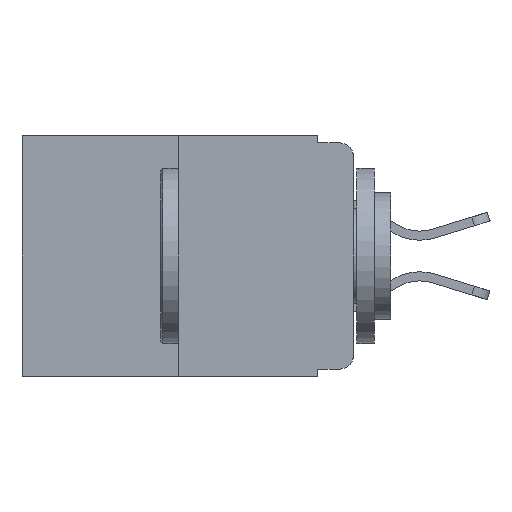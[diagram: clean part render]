
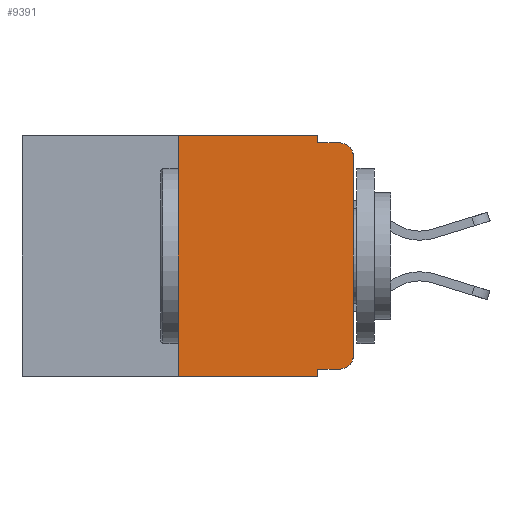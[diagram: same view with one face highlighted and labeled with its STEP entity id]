
A CAD part, left-side view. The second image highlights one B-rep face of the part: STEP entity #9391.
In plain terms, the highlighted planar face has unit normal (-1, 0, 0).
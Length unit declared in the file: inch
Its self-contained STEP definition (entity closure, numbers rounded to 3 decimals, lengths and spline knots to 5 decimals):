
#180 = VERTEX_POINT ( 'NONE', #991 ) ;
#216 = EDGE_CURVE ( 'NONE', #8216, #9738, #497, .T. ) ;
#331 = LINE ( 'NONE', #6008, #7522 ) ;
#384 = DIRECTION ( 'NONE',  ( 0., -1., 0. ) ) ;
#497 = CIRCLE ( 'NONE', #7811, 0.02 ) ;
#651 = CARTESIAN_POINT ( 'NONE',  ( 0., 0.051, -0.01 ) ) ;
#810 = VECTOR ( 'NONE', #384, 39.37008 ) ;
#922 = DIRECTION ( 'NONE',  ( -1., 0., 0. ) ) ;
#963 = VERTEX_POINT ( 'NONE', #10830 ) ;
#991 = CARTESIAN_POINT ( 'NONE',  ( 0., 0.051, -0.343 ) ) ;
#1254 = CARTESIAN_POINT ( 'NONE',  ( 0., 0.473, 0. ) ) ;
#1330 = CARTESIAN_POINT ( 'NONE',  ( 0., 0.02, -0.333 ) ) ;
#1368 = VECTOR ( 'NONE', #6164, 39.37008 ) ;
#1484 = CARTESIAN_POINT ( 'NONE',  ( 0., 0.25, -0.343 ) ) ;
#1535 = CARTESIAN_POINT ( 'NONE',  ( 0., 0.02, -0.03 ) ) ;
#1672 = EDGE_CURVE ( 'NONE', #5523, #5513, #331, .T. ) ;
#1871 = DIRECTION ( 'NONE',  ( 0., 0., -1. ) ) ;
#2062 = VERTEX_POINT ( 'NONE', #1330 ) ;
#2233 = DIRECTION ( 'NONE',  ( 0., -1., 0. ) ) ;
#2594 = DIRECTION ( 'NONE',  ( -1., 0., 0. ) ) ;
#2924 = ORIENTED_EDGE ( 'NONE', *, *, #9966, .F. ) ;
#3025 = VECTOR ( 'NONE', #10970, 39.37008 ) ;
#3231 = LINE ( 'NONE', #11309, #8095 ) ;
#3424 = CARTESIAN_POINT ( 'NONE',  ( 0., 0.051, 0. ) ) ;
#3444 = CARTESIAN_POINT ( 'NONE',  ( 0., 0.25, 0. ) ) ;
#3545 = ORIENTED_EDGE ( 'NONE', *, *, #10801, .F. ) ;
#3800 = LINE ( 'NONE', #651, #8637 ) ;
#3829 = VECTOR ( 'NONE', #2233, 39.37008 ) ;
#3856 = EDGE_CURVE ( 'NONE', #10750, #180, #10630, .T. ) ;
#3857 = ORIENTED_EDGE ( 'NONE', *, *, #11581, .F. ) ;
#3992 = DIRECTION ( 'NONE',  ( 0., 0., 1. ) ) ;
#4317 = PLANE ( 'NONE',  #4879 ) ;
#4383 = CARTESIAN_POINT ( 'NONE',  ( 0., 0.051, 0. ) ) ;
#4574 = EDGE_LOOP ( 'NONE', ( #11394, #10264, #3545, #3857, #2924, #6325, #6025, #10132, #11657, #8847 ) ) ;
#4879 = AXIS2_PLACEMENT_3D ( 'NONE', #10916, #11805, #6279 ) ;
#5405 = LINE ( 'NONE', #7225, #810 ) ;
#5513 = VERTEX_POINT ( 'NONE', #3444 ) ;
#5523 = VERTEX_POINT ( 'NONE', #1484 ) ;
#6008 = CARTESIAN_POINT ( 'NONE',  ( 0., 0.25, 0. ) ) ;
#6025 = ORIENTED_EDGE ( 'NONE', *, *, #9374, .T. ) ;
#6063 = VERTEX_POINT ( 'NONE', #8994 ) ;
#6164 = DIRECTION ( 'NONE',  ( 0., 0., 1. ) ) ;
#6279 = DIRECTION ( 'NONE',  ( 0., 0., -1. ) ) ;
#6325 = ORIENTED_EDGE ( 'NONE', *, *, #1672, .F. ) ;
#6431 = EDGE_CURVE ( 'NONE', #2062, #963, #6988, .T. ) ;
#6782 = CARTESIAN_POINT ( 'NONE',  ( 0., 0.02, -0.313 ) ) ;
#6988 = CIRCLE ( 'NONE', #10000, 0.02 ) ;
#7225 = CARTESIAN_POINT ( 'NONE',  ( 0., 0.473, -0.343 ) ) ;
#7313 = LINE ( 'NONE', #3424, #9494 ) ;
#7522 = VECTOR ( 'NONE', #3992, 39.37008 ) ;
#7666 = CARTESIAN_POINT ( 'NONE',  ( 0., 0., -0.03 ) ) ;
#7677 = CARTESIAN_POINT ( 'NONE',  ( 0., 0.02, -0.01 ) ) ;
#7739 = DIRECTION ( 'NONE',  ( 0., 0., -1. ) ) ;
#7811 = AXIS2_PLACEMENT_3D ( 'NONE', #1535, #2594, #1871 ) ;
#7948 = FACE_OUTER_BOUND ( 'NONE', #4574, .T. ) ;
#8095 = VECTOR ( 'NONE', #8568, 39.37008 ) ;
#8216 = VERTEX_POINT ( 'NONE', #7666 ) ;
#8404 = DIRECTION ( 'NONE',  ( 0., -1., 0. ) ) ;
#8568 = DIRECTION ( 'NONE',  ( 0., -1., 0. ) ) ;
#8637 = VECTOR ( 'NONE', #8404, 39.37008 ) ;
#8847 = ORIENTED_EDGE ( 'NONE', *, *, #6431, .T. ) ;
#8983 = CARTESIAN_POINT ( 'NONE',  ( 0., 0., 0. ) ) ;
#8994 = CARTESIAN_POINT ( 'NONE',  ( 0., 0.051, 0. ) ) ;
#9080 = LINE ( 'NONE', #8983, #1368 ) ;
#9186 = EDGE_CURVE ( 'NONE', #10750, #2062, #3231, .T. ) ;
#9374 = EDGE_CURVE ( 'NONE', #5523, #180, #5405, .T. ) ;
#9391 = ADVANCED_FACE ( 'NONE', ( #7948 ), #4317, .F. ) ;
#9494 = VECTOR ( 'NONE', #11010, 39.37008 ) ;
#9647 = CARTESIAN_POINT ( 'NONE',  ( 0., 0.051, -0.01 ) ) ;
#9738 = VERTEX_POINT ( 'NONE', #7677 ) ;
#9966 = EDGE_CURVE ( 'NONE', #5513, #6063, #11363, .T. ) ;
#10000 = AXIS2_PLACEMENT_3D ( 'NONE', #6782, #922, #7739 ) ;
#10132 = ORIENTED_EDGE ( 'NONE', *, *, #3856, .F. ) ;
#10264 = ORIENTED_EDGE ( 'NONE', *, *, #216, .T. ) ;
#10578 = EDGE_CURVE ( 'NONE', #963, #8216, #9080, .T. ) ;
#10630 = LINE ( 'NONE', #4383, #3025 ) ;
#10750 = VERTEX_POINT ( 'NONE', #11040 ) ;
#10801 = EDGE_CURVE ( 'NONE', #11859, #9738, #3800, .T. ) ;
#10830 = CARTESIAN_POINT ( 'NONE',  ( 0., 0., -0.313 ) ) ;
#10916 = CARTESIAN_POINT ( 'NONE',  ( 0., 0.473, 0. ) ) ;
#10970 = DIRECTION ( 'NONE',  ( 0., 0., -1. ) ) ;
#11010 = DIRECTION ( 'NONE',  ( 0., 0., -1. ) ) ;
#11040 = CARTESIAN_POINT ( 'NONE',  ( 0., 0.051, -0.333 ) ) ;
#11309 = CARTESIAN_POINT ( 'NONE',  ( 0., 0.051, -0.333 ) ) ;
#11363 = LINE ( 'NONE', #1254, #3829 ) ;
#11394 = ORIENTED_EDGE ( 'NONE', *, *, #10578, .T. ) ;
#11581 = EDGE_CURVE ( 'NONE', #6063, #11859, #7313, .T. ) ;
#11657 = ORIENTED_EDGE ( 'NONE', *, *, #9186, .T. ) ;
#11805 = DIRECTION ( 'NONE',  ( 1., 0., 0. ) ) ;
#11859 = VERTEX_POINT ( 'NONE', #9647 ) ;
